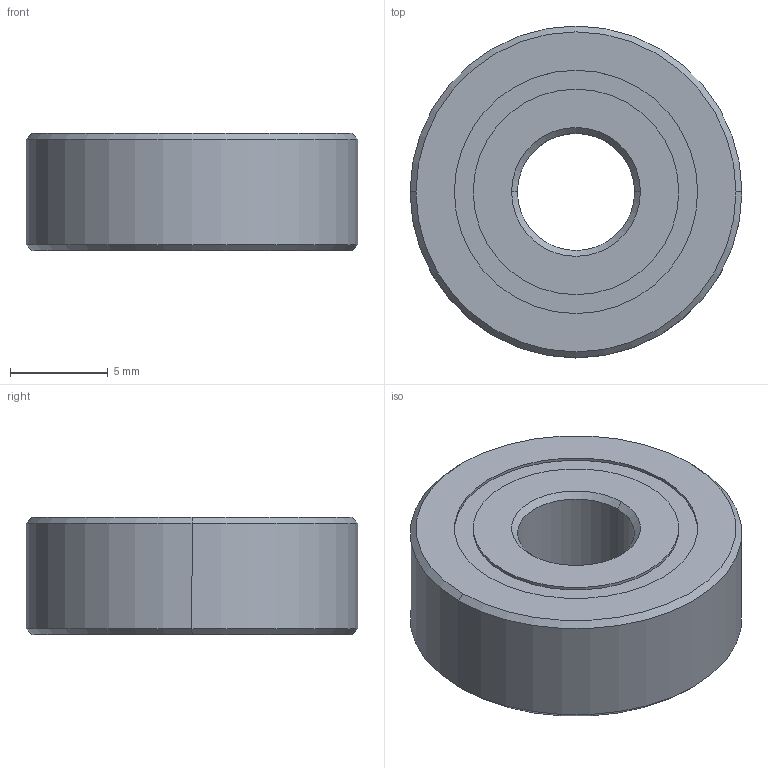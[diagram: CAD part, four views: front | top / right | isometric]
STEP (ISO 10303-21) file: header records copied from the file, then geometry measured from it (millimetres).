
FILE_DESCRIPTION (( 'STEP AP214' ), '1' );
FILE_NAME ('am-4454 6 mm ID 17 mm OD Shielded Bearing 606ZZ.STEP', '2021-04-22T18:32:57', ( '' ), ( '' ), 'SwSTEP 2.0', 'SolidWorks 2019', '' );
FILE_SCHEMA (( 'AUTOMOTIVE_DESIGN' ));
Length unit declared in the file: millimetre
Products named in the file (1): am-4454 6 mm ID 17 mm OD Shielded Bearing 606ZZ
Bounding box: 17 x 17 x 6 mm (x, y, z)
Volume: 1010.7 mm3; surface area: 1562.8 mm2
Topology: 12 solids, 12 shells, 71 faces, 163 edges, 100 vertices
Faces by surface type: cylinder 20, sphere 20, plane 17, cone 8, torus 6
Entity records: 1875 total; most frequent: DIRECTION 360, CARTESIAN_POINT 273, ORIENTED_EDGE 244, AXIS2_PLACEMENT_3D 166, EDGE_CURVE 122, CIRCLE 94, EDGE_LOOP 79, VERTEX_POINT 79
